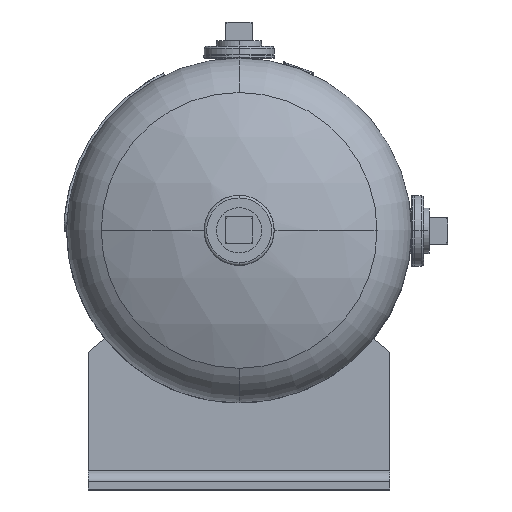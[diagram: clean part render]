
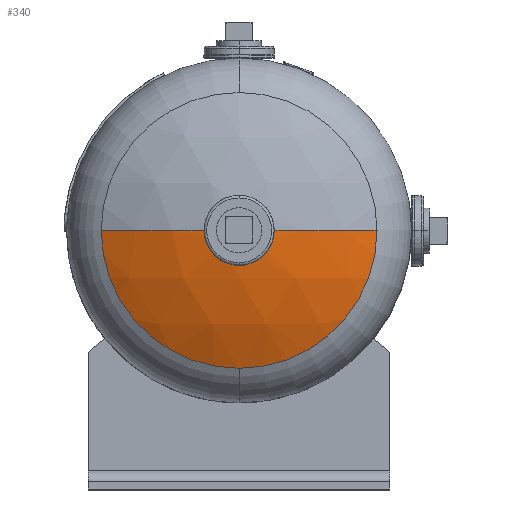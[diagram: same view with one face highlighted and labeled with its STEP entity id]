
A CAD part, top view. The second image highlights one B-rep face of the part: STEP entity #340.
In plain terms, the highlighted spherical face has radius 182.88 mm.
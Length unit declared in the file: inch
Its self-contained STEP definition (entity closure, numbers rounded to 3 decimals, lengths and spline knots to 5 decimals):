
#39 = EDGE_CURVE ( 'NONE', #6559, #6558, #9736, .T. ) ;
#40 = EDGE_CURVE ( 'NONE', #6558, #6560, #9737, .T. ) ;
#58 = EDGE_CURVE ( 'NONE', #6552, #6559, #9708, .T. ) ;
#60 = EDGE_CURVE ( 'NONE', #6552, #6561, #9703, .T. ) ;
#118 = EDGE_CURVE ( 'NONE', #6560, #6561, #9619, .T. ) ;
#340 = ADVANCED_FACE ( 'NONE', ( #7854 ), #7856, .T. ) ;
#836 = AXIS2_PLACEMENT_3D ( 'NONE', #7853, #7859, #7860 ) ;
#985 = CARTESIAN_POINT ( 'NONE',  ( -0.7125, 0., 7.96466 ) ) ;
#991 = CARTESIAN_POINT ( 'NONE',  ( 3.2, 0., 7.24981 ) ) ;
#992 = CARTESIAN_POINT ( 'NONE',  ( 0.7125, 0., 7.96466 ) ) ;
#993 = CARTESIAN_POINT ( 'NONE',  ( 0., -3.2, 7.24981 ) ) ;
#994 = CARTESIAN_POINT ( 'NONE',  ( -3.2, 0., 7.24981 ) ) ;
#1784 = ORIENTED_EDGE ( 'NONE', *, *, #58, .F. ) ;
#1785 = ORIENTED_EDGE ( 'NONE', *, *, #60, .T. ) ;
#1786 = ORIENTED_EDGE ( 'NONE', *, *, #118, .F. ) ;
#4617 = CARTESIAN_POINT ( 'NONE',  ( 0., 0., 7.24981 ) ) ;
#4618 = DIRECTION ( 'NONE',  ( 0., 0., -1. ) ) ;
#4619 = DIRECTION ( 'NONE',  ( 0., 1., 0. ) ) ;
#6253 = CARTESIAN_POINT ( 'NONE',  ( 0., 0., 0.8 ) ) ;
#6254 = DIRECTION ( 'NONE',  ( 0., 1., 0. ) ) ;
#6255 = DIRECTION ( 'NONE',  ( 0., 0., 1. ) ) ;
#6256 = CARTESIAN_POINT ( 'NONE',  ( 0., 0., 7.24981 ) ) ;
#6257 = DIRECTION ( 'NONE',  ( 0., 0., -1. ) ) ;
#6258 = DIRECTION ( 'NONE',  ( 0., 1., 0. ) ) ;
#6425 = CARTESIAN_POINT ( 'NONE',  ( 0., 0., 7.96466 ) ) ;
#6426 = DIRECTION ( 'NONE',  ( 0., 0., 1. ) ) ;
#6427 = DIRECTION ( 'NONE',  ( -1., 0., 0. ) ) ;
#6430 = CARTESIAN_POINT ( 'NONE',  ( 0., 0., 0.8 ) ) ;
#6431 = DIRECTION ( 'NONE',  ( 0., -1., 0. ) ) ;
#6432 = DIRECTION ( 'NONE',  ( 1., 0., 0. ) ) ;
#6552 = VERTEX_POINT ( 'NONE', #985 ) ;
#6558 = VERTEX_POINT ( 'NONE', #991 ) ;
#6559 = VERTEX_POINT ( 'NONE', #992 ) ;
#6560 = VERTEX_POINT ( 'NONE', #993 ) ;
#6561 = VERTEX_POINT ( 'NONE', #994 ) ;
#7482 = EDGE_LOOP ( 'NONE', ( #1784, #1785, #1786, #7711, #7712 ) ) ;
#7711 = ORIENTED_EDGE ( 'NONE', *, *, #40, .F. ) ;
#7712 = ORIENTED_EDGE ( 'NONE', *, *, #39, .F. ) ;
#7853 = CARTESIAN_POINT ( 'NONE',  ( 0., 0., 0.8 ) ) ;
#7854 = FACE_OUTER_BOUND ( 'NONE', #7482, .T. ) ;
#7856 = SPHERICAL_SURFACE ( 'NONE', #836, 7.2 ) ;
#7859 = DIRECTION ( 'NONE',  ( 0., -1., 0. ) ) ;
#7860 = DIRECTION ( 'NONE',  ( 1., 0., 0. ) ) ;
#9612 = AXIS2_PLACEMENT_3D ( 'NONE', #4617, #4618, #4619 ) ;
#9619 = CIRCLE ( 'NONE', #9612, 3.2 ) ;
#9701 = AXIS2_PLACEMENT_3D ( 'NONE', #6430, #6431, #6432 ) ;
#9703 = CIRCLE ( 'NONE', #9701, 7.2 ) ;
#9704 = AXIS2_PLACEMENT_3D ( 'NONE', #6425, #6426, #6427 ) ;
#9708 = CIRCLE ( 'NONE', #9704, 0.7125 ) ;
#9726 = AXIS2_PLACEMENT_3D ( 'NONE', #6256, #6257, #6258 ) ;
#9728 = AXIS2_PLACEMENT_3D ( 'NONE', #6253, #6254, #6255 ) ;
#9736 = CIRCLE ( 'NONE', #9728, 7.2 ) ;
#9737 = CIRCLE ( 'NONE', #9726, 3.2 ) ;
